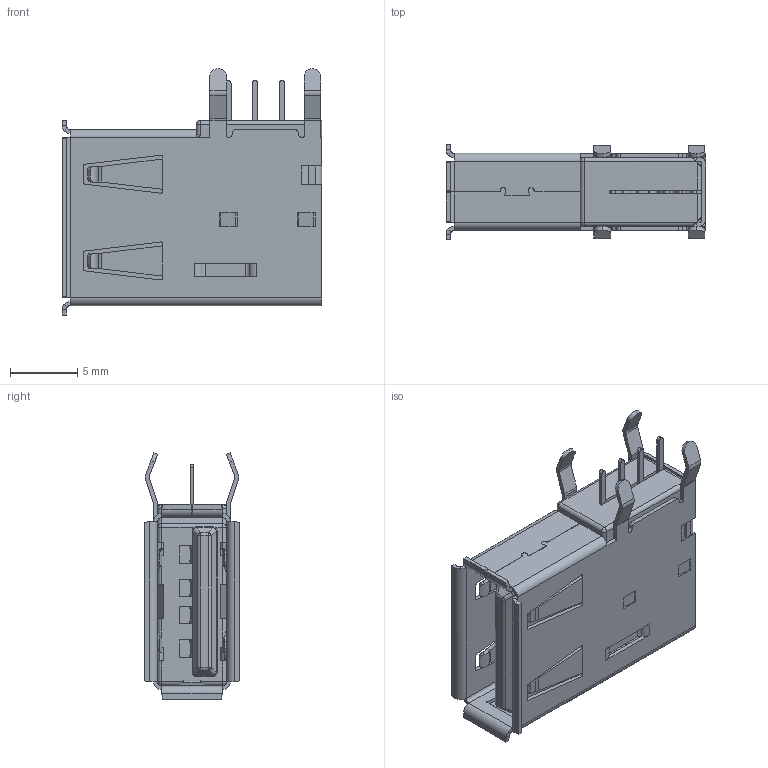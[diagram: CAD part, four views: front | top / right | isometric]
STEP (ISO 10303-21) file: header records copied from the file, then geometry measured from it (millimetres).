
FILE_DESCRIPTION(('STEP AP214'),'1');
FILE_NAME('614004134726.stp','2017-05-09T05:39:21',('TraceParts'),('TraceParts S.A.'),'Spatial InterOp 3D',' ',' ');
FILE_SCHEMA(('automotive_design'));
Length unit declared in the file: millimetre
Products named in the file (7): 614004134726_1; 614004134726_2; 614004134726_3; 614004134726_4; 614004134726_5; 614004134726_6; 614004134726_7
Bounding box: 19.3 x 7.1 x 18.3 mm (x, y, z)
Volume: 649.9 mm3; surface area: 2754.5 mm2
Topology: 7 solids, 7 shells, 905 faces, 2397 edges, 1490 vertices
Faces by surface type: plane 484, cylinder 307, bspline 100, sphere 14
Entity records: 36323 total; most frequent: CARTESIAN_POINT 6815, ORIENTED_EDGE 4778, DIRECTION 4419, EDGE_CURVE 2389, LINE 1607, VECTOR 1607, VERTEX_POINT 1490, AXIS2_PLACEMENT_3D 1406
